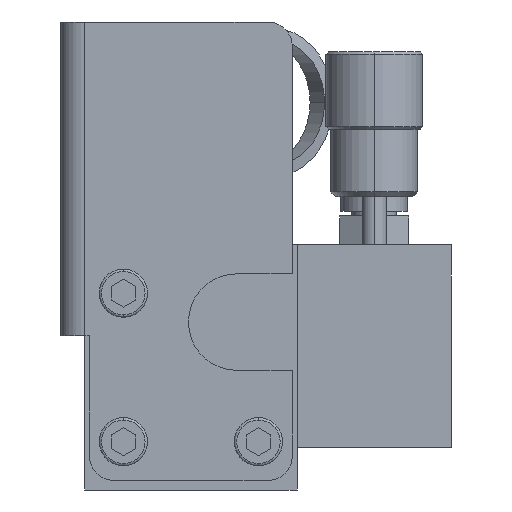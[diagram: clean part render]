
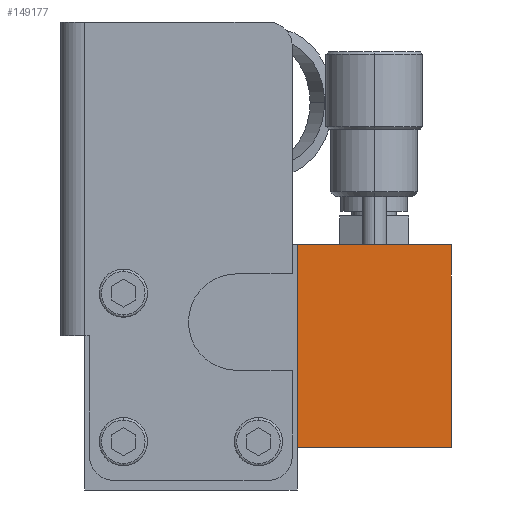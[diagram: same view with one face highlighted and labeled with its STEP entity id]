
A CAD part, left-side view. The second image highlights one B-rep face of the part: STEP entity #149177.
In plain terms, the highlighted planar face has unit normal (-1, 0, 0).
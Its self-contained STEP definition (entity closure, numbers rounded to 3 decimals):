
#2184 = PLANE ( 'NONE',  #41373 ) ;
#5237 = ORIENTED_EDGE ( 'NONE', *, *, #121135, .T. ) ;
#8235 = LINE ( 'NONE', #88563, #147729 ) ;
#12168 = VECTOR ( 'NONE', #123360, 1000. ) ;
#16846 = DIRECTION ( 'NONE',  ( 1., 0., 0. ) ) ;
#22492 = VERTEX_POINT ( 'NONE', #90154 ) ;
#25914 = CARTESIAN_POINT ( 'NONE',  ( -483., -76., 50.8 ) ) ;
#25970 = CARTESIAN_POINT ( 'NONE',  ( -483., -76., 8.8 ) ) ;
#37703 = DIRECTION ( 'NONE',  ( 0., 1., 0. ) ) ;
#37862 = VECTOR ( 'NONE', #165481, 1000. ) ;
#41373 = AXIS2_PLACEMENT_3D ( 'NONE', #100263, #16846, #114314 ) ;
#42242 = LINE ( 'NONE', #25970, #37862 ) ;
#45623 = EDGE_CURVE ( 'NONE', #145120, #85435, #42242, .T. ) ;
#47034 = DIRECTION ( 'NONE',  ( 0., 0., -1. ) ) ;
#48387 = CARTESIAN_POINT ( 'NONE',  ( -483., -44., 8.8 ) ) ;
#55310 = LINE ( 'NONE', #135166, #92320 ) ;
#55879 = ORIENTED_EDGE ( 'NONE', *, *, #162778, .F. ) ;
#63733 = VERTEX_POINT ( 'NONE', #156141 ) ;
#76911 = CARTESIAN_POINT ( 'NONE',  ( -483., -76., 8.8 ) ) ;
#77097 = ORIENTED_EDGE ( 'NONE', *, *, #77728, .T. ) ;
#77728 = EDGE_CURVE ( 'NONE', #22492, #63733, #55310, .T. ) ;
#83932 = EDGE_LOOP ( 'NONE', ( #5237, #122229, #55879, #77097 ) ) ;
#85435 = VERTEX_POINT ( 'NONE', #48387 ) ;
#88563 = CARTESIAN_POINT ( 'NONE',  ( -483., -44., 50.8 ) ) ;
#90154 = CARTESIAN_POINT ( 'NONE',  ( -483., -76., 50.8 ) ) ;
#92320 = VECTOR ( 'NONE', #37703, 1000. ) ;
#100263 = CARTESIAN_POINT ( 'NONE',  ( -483., -76., 50.8 ) ) ;
#114314 = DIRECTION ( 'NONE',  ( 0., 0., -1. ) ) ;
#118965 = LINE ( 'NONE', #25914, #12168 ) ;
#121135 = EDGE_CURVE ( 'NONE', #63733, #85435, #8235, .T. ) ;
#122229 = ORIENTED_EDGE ( 'NONE', *, *, #45623, .F. ) ;
#123360 = DIRECTION ( 'NONE',  ( 0., 0., -1. ) ) ;
#135166 = CARTESIAN_POINT ( 'NONE',  ( -483., -76., 50.8 ) ) ;
#145120 = VERTEX_POINT ( 'NONE', #76911 ) ;
#147729 = VECTOR ( 'NONE', #47034, 1000. ) ;
#149177 = ADVANCED_FACE ( 'NONE', ( #163613 ), #2184, .F. ) ;
#156141 = CARTESIAN_POINT ( 'NONE',  ( -483., -44., 50.8 ) ) ;
#162778 = EDGE_CURVE ( 'NONE', #22492, #145120, #118965, .T. ) ;
#163613 = FACE_OUTER_BOUND ( 'NONE', #83932, .T. ) ;
#165481 = DIRECTION ( 'NONE',  ( 0., 1., 0. ) ) ;
